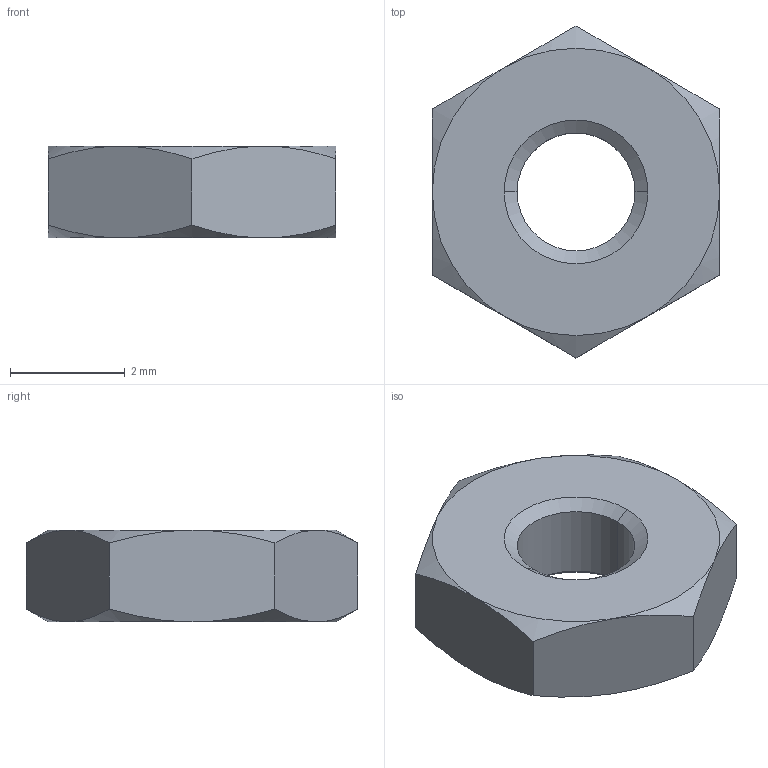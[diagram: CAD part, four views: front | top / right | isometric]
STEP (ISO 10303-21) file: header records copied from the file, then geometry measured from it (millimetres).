
FILE_DESCRIPTION (( 'STEP AP203' ), '1' );
FILE_NAME ('Hexagon Thin Nut ISO - 4035 - M2.5 - N_Hexagon Thin Nut ISO - 4035 - M2.5 - N_sldprt.STEP', '2018-07-08T08:08:38', ( '' ), ( '' ), 'SwSTEP 2.0', 'SolidWorks 2014', '' );
FILE_SCHEMA (( 'CONFIG_CONTROL_DESIGN' ));
Length unit declared in the file: millimetre
Products named in the file (1): Hexagon Thin Nut ISO - 4035 - M2.5 - N_Hexagon Thin Nut ISO - 4035 - M2.5 - N_sldprt
Bounding box: 5 x 5.77 x 1.6 mm (x, y, z)
Volume: 28.8 mm3; surface area: 71.4 mm2
Topology: 1 solids, 1 shells, 28 faces, 60 edges, 34 vertices
Faces by surface type: cone 16, plane 8, cylinder 4
Entity records: 879 total; most frequent: CARTESIAN_POINT 227, ORIENTED_EDGE 120, DIRECTION 116, EDGE_CURVE 60, AXIS2_PLACEMENT_3D 51, VERTEX_POINT 34, EDGE_LOOP 30, FACE_OUTER_BOUND 28
